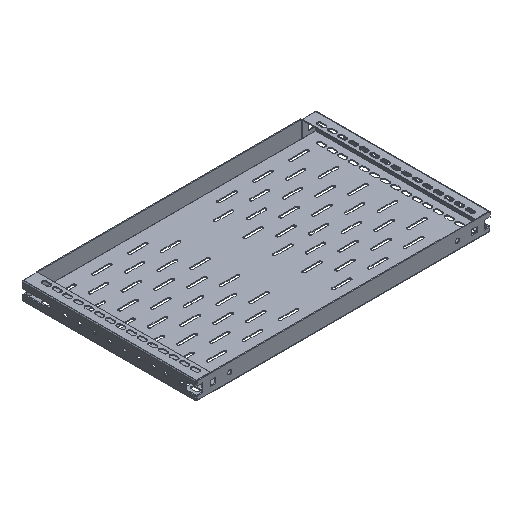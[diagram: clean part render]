
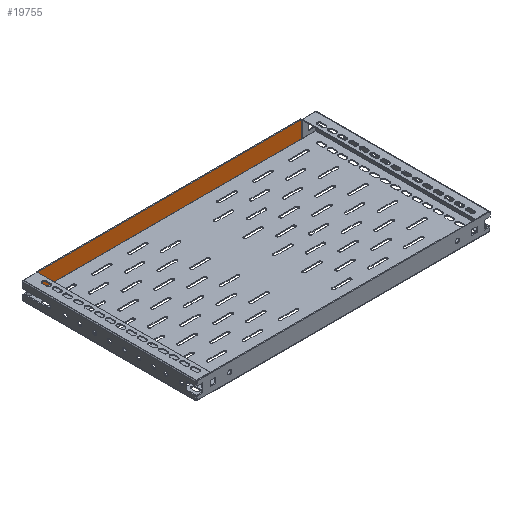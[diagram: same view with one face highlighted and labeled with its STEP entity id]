
A CAD part, isometric view. The second image highlights one B-rep face of the part: STEP entity #19755.
In plain terms, the highlighted planar face has unit normal (0, -1, 0).
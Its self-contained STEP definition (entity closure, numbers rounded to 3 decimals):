
#7938 = LINE ( 'NONE', #7944, #13584 ) ;
#7944 = CARTESIAN_POINT ( 'NONE',  ( 224., 146.75, 0.1 ) ) ;
#7945 = DIRECTION ( 'NONE',  ( -1., 0., 0. ) ) ;
#7952 = LINE ( 'NONE', #7953, #12902 ) ;
#7953 = CARTESIAN_POINT ( 'NONE',  ( 224., 146.75, 28.5 ) ) ;
#7954 = DIRECTION ( 'NONE',  ( 0., 0., -1. ) ) ;
#7955 = LINE ( 'NONE', #7957, #12923 ) ;
#7957 = CARTESIAN_POINT ( 'NONE',  ( -224., 146.75, 28.5 ) ) ;
#7958 = DIRECTION ( 'NONE',  ( 0., 0., 1. ) ) ;
#7967 = LINE ( 'NONE', #7968, #13007 ) ;
#7968 = CARTESIAN_POINT ( 'NONE',  ( 224., 146.75, 28.5 ) ) ;
#7969 = DIRECTION ( 'NONE',  ( 1., 0., 0. ) ) ;
#7996 = CARTESIAN_POINT ( 'NONE',  ( -224., 146.75, 28.5 ) ) ;
#8004 = FACE_OUTER_BOUND ( 'NONE', #17337, .T. ) ;
#8005 = PLANE ( 'NONE',  #13313 ) ;
#8007 = DIRECTION ( 'NONE',  ( 0., -1., 0. ) ) ;
#8008 = DIRECTION ( 'NONE',  ( 0., 0., -1. ) ) ;
#12902 = VECTOR ( 'NONE', #7954, 1000. ) ;
#12923 = VECTOR ( 'NONE', #7958, 1000. ) ;
#13007 = VECTOR ( 'NONE', #7969, 1000. ) ;
#13313 = AXIS2_PLACEMENT_3D ( 'NONE', #7996, #8007, #8008 ) ;
#13584 = VECTOR ( 'NONE', #7945, 1000. ) ;
#17337 = EDGE_LOOP ( 'NONE', ( #25573, #25574, #25575, #25576 ) ) ;
#19738 = EDGE_CURVE ( 'NONE', #21182, #21174, #7938, .T. ) ;
#19741 = EDGE_CURVE ( 'NONE', #21194, #21182, #7952, .T. ) ;
#19742 = EDGE_CURVE ( 'NONE', #21174, #21191, #7955, .T. ) ;
#19746 = EDGE_CURVE ( 'NONE', #21191, #21194, #7967, .T. ) ;
#19755 = ADVANCED_FACE ( 'NONE', ( #8004 ), #8005, .T. ) ;
#21174 = VERTEX_POINT ( 'NONE', #23670 ) ;
#21182 = VERTEX_POINT ( 'NONE', #23678 ) ;
#21191 = VERTEX_POINT ( 'NONE', #23687 ) ;
#21194 = VERTEX_POINT ( 'NONE', #23690 ) ;
#23670 = CARTESIAN_POINT ( 'NONE',  ( -224., 146.75, 0.1 ) ) ;
#23678 = CARTESIAN_POINT ( 'NONE',  ( 224., 146.75, 0.1 ) ) ;
#23687 = CARTESIAN_POINT ( 'NONE',  ( -224., 146.75, 28.5 ) ) ;
#23690 = CARTESIAN_POINT ( 'NONE',  ( 224., 146.75, 28.5 ) ) ;
#25573 = ORIENTED_EDGE ( 'NONE', *, *, #19738, .F. ) ;
#25574 = ORIENTED_EDGE ( 'NONE', *, *, #19741, .F. ) ;
#25575 = ORIENTED_EDGE ( 'NONE', *, *, #19746, .F. ) ;
#25576 = ORIENTED_EDGE ( 'NONE', *, *, #19742, .F. ) ;
